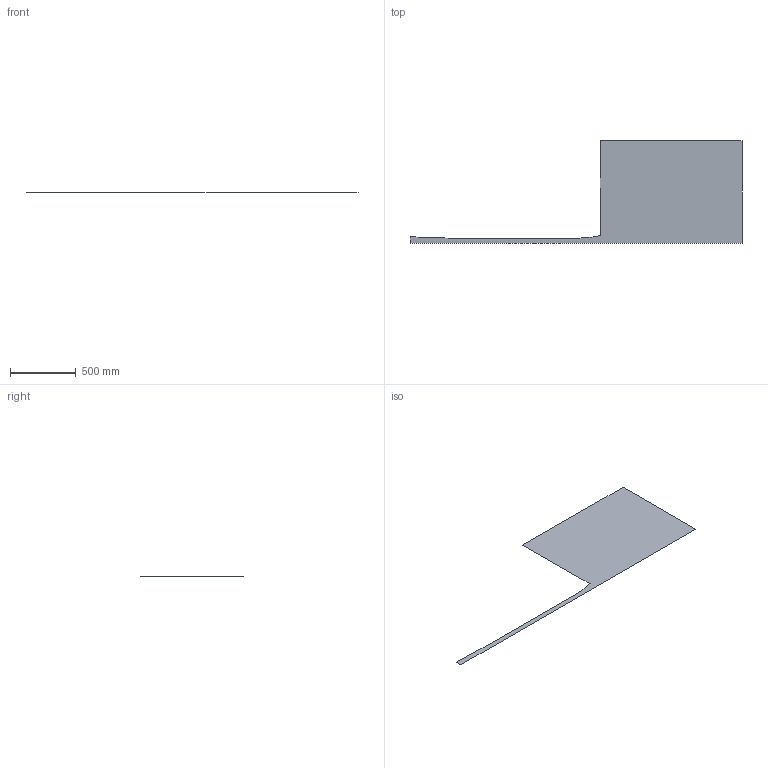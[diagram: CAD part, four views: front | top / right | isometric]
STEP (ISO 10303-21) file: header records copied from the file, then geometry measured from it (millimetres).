
FILE_DESCRIPTION( ( 'STEP Version 203' ), '1' );
FILE_NAME( 'centro.stp', '10/04/19 20:41:04', ( 'Roman' ), ( ' ' ), 'PSStep 17.0.49', 'DesignModeler STEP Output', ' ' );
FILE_SCHEMA( ( 'CONFIG_CONTROL_DESIGN' ) );
Length unit declared in the file: metre
Products named in the file (1): 1
Bounding box: 2529.11 x 782.95 x 0 mm (x, y, z)
Surface area: 905060.7 mm2 (no closed solid volume)
Topology: 0 solids, 1 shells, 1 faces, 8 edges, 8 vertices
Faces by surface type: plane 1
Entity records: 128 total; most frequent: CARTESIAN_POINT 26, DIRECTION 10, ORIENTED_EDGE 8, EDGE_CURVE 8, VERTEX_POINT 8, LINE 6, VECTOR 6, CC_DESIGN_PERSON_AND_ORGANIZATION_ASSIGNMENT 5
